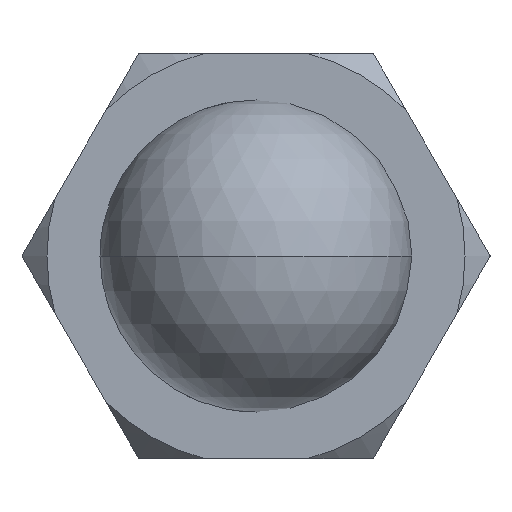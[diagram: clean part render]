
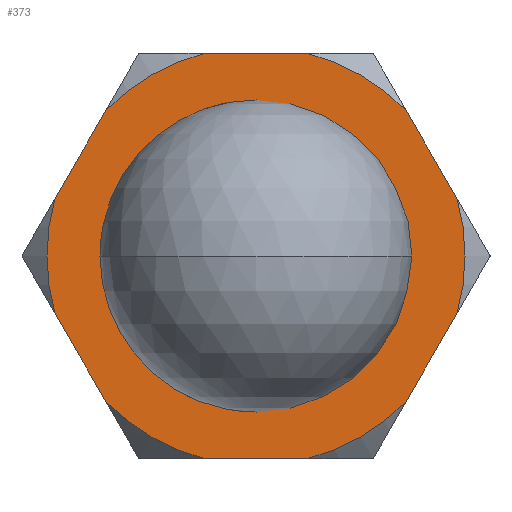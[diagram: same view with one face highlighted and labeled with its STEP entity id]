
A CAD part, left-side view. The second image highlights one B-rep face of the part: STEP entity #373.
In plain terms, the highlighted planar face has unit normal (-1, 0, 0).
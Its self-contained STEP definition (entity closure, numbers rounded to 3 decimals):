
#7 = VERTEX_POINT ( 'NONE', #647 ) ;
#14 = AXIS2_PLACEMENT_3D ( 'NONE', #659, #653, #652 ) ;
#44 = VECTOR ( 'NONE', #328, 1000. ) ;
#55 = AXIS2_PLACEMENT_3D ( 'NONE', #805, #804, #802 ) ;
#63 = AXIS2_PLACEMENT_3D ( 'NONE', #835, #834, #833 ) ;
#75 = VERTEX_POINT ( 'NONE', #737 ) ;
#100 = VECTOR ( 'NONE', #403, 1000. ) ;
#101 = VERTEX_POINT ( 'NONE', #1154 ) ;
#113 = ORIENTED_EDGE ( 'NONE', *, *, #680, .F. ) ;
#124 = DIRECTION ( 'NONE',  ( 0., 0., -1. ) ) ;
#125 = DIRECTION ( 'NONE',  ( 1., 0., 0. ) ) ;
#127 = CARTESIAN_POINT ( 'NONE',  ( -5., 0., 0. ) ) ;
#142 = AXIS2_PLACEMENT_3D ( 'NONE', #1095, #1107, #1087 ) ;
#157 = VERTEX_POINT ( 'NONE', #379 ) ;
#211 = VERTEX_POINT ( 'NONE', #325 ) ;
#219 = VERTEX_POINT ( 'NONE', #412 ) ;
#251 = LINE ( 'NONE', #321, #377 ) ;
#274 = VERTEX_POINT ( 'NONE', #1393 ) ;
#279 = DIRECTION ( 'NONE',  ( 0., -1., 0. ) ) ;
#281 = DIRECTION ( 'NONE',  ( 0., -0.5, -0.866 ) ) ;
#294 = VECTOR ( 'NONE', #345, 1000. ) ;
#295 = CARTESIAN_POINT ( 'NONE',  ( -5., -3.954, 6.151 ) ) ;
#299 = VERTEX_POINT ( 'NONE', #1375 ) ;
#308 = LINE ( 'NONE', #340, #294 ) ;
#318 = CARTESIAN_POINT ( 'NONE',  ( -5., 6.7, 6.5 ) ) ;
#321 = CARTESIAN_POINT ( 'NONE',  ( -5., 6.7, -6.5 ) ) ;
#325 = CARTESIAN_POINT ( 'NONE',  ( -5., -1.625, -6.5 ) ) ;
#328 = DIRECTION ( 'NONE',  ( 0., 0.5, -0.866 ) ) ;
#337 = DIRECTION ( 'NONE',  ( 0., 1., 0. ) ) ;
#340 = CARTESIAN_POINT ( 'NONE',  ( -5., 7.304, -0.349 ) ) ;
#344 = CARTESIAN_POINT ( 'NONE',  ( -5., -3.954, -6.151 ) ) ;
#345 = DIRECTION ( 'NONE',  ( 0., 0.5, 0.866 ) ) ;
#349 = DIRECTION ( 'NONE',  ( 0., 0., -1. ) ) ;
#351 = DIRECTION ( 'NONE',  ( 1., 0., 0. ) ) ;
#358 = CARTESIAN_POINT ( 'NONE',  ( -5., 0., 0. ) ) ;
#359 = CARTESIAN_POINT ( 'NONE',  ( -5., 7.304, 0.349 ) ) ;
#360 = CIRCLE ( 'NONE', #841, 6.7 ) ;
#361 = CARTESIAN_POINT ( 'NONE',  ( -5., 6.442, 1.843 ) ) ;
#367 = EDGE_LOOP ( 'NONE', ( #448, #454 ) ) ;
#371 = LINE ( 'NONE', #359, #100 ) ;
#373 = ADVANCED_FACE ( 'NONE', ( #1017, #980 ), #1089, .F. ) ;
#377 = VECTOR ( 'NONE', #337, 1000. ) ;
#379 = CARTESIAN_POINT ( 'NONE',  ( -5., -4.817, 4.657 ) ) ;
#393 = DIRECTION ( 'NONE',  ( 0., 0., 1. ) ) ;
#398 = DIRECTION ( 'NONE',  ( -1., 0., 0. ) ) ;
#402 = CARTESIAN_POINT ( 'NONE',  ( -5., 0., 0. ) ) ;
#403 = DIRECTION ( 'NONE',  ( 0., -0.5, 0.866 ) ) ;
#404 = VERTEX_POINT ( 'NONE', #1065 ) ;
#412 = CARTESIAN_POINT ( 'NONE',  ( -5., 0., 4.5 ) ) ;
#414 = CIRCLE ( 'NONE', #871, 4.5 ) ;
#424 = VECTOR ( 'NONE', #281, 1000. ) ;
#448 = ORIENTED_EDGE ( 'NONE', *, *, #640, .T. ) ;
#454 = ORIENTED_EDGE ( 'NONE', *, *, #779, .T. ) ;
#465 = LINE ( 'NONE', #295, #424 ) ;
#479 = ORIENTED_EDGE ( 'NONE', *, *, #658, .F. ) ;
#480 = ORIENTED_EDGE ( 'NONE', *, *, #488, .T. ) ;
#488 = EDGE_CURVE ( 'NONE', #1328, #7, #682, .T. ) ;
#489 = VERTEX_POINT ( 'NONE', #857 ) ;
#499 = EDGE_CURVE ( 'NONE', #274, #489, #678, .T. ) ;
#504 = DIRECTION ( 'NONE',  ( 0., 0., 1. ) ) ;
#507 = DIRECTION ( 'NONE',  ( -1., 0., 0. ) ) ;
#509 = CARTESIAN_POINT ( 'NONE',  ( -5., 0., 0. ) ) ;
#517 = CARTESIAN_POINT ( 'NONE',  ( -5., -1.625, 6.5 ) ) ;
#518 = ORIENTED_EDGE ( 'NONE', *, *, #668, .F. ) ;
#523 = ORIENTED_EDGE ( 'NONE', *, *, #633, .T. ) ;
#533 = EDGE_CURVE ( 'NONE', #157, #577, #1427, .T. ) ;
#559 = EDGE_CURVE ( 'NONE', #1379, #404, #1422, .T. ) ;
#572 = DIRECTION ( 'NONE',  ( 0., 0., 1. ) ) ;
#576 = EDGE_CURVE ( 'NONE', #211, #101, #1031, .T. ) ;
#577 = VERTEX_POINT ( 'NONE', #517 ) ;
#578 = DIRECTION ( 'NONE',  ( -1., 0., 0. ) ) ;
#581 = CARTESIAN_POINT ( 'NONE',  ( -5., 0., 0. ) ) ;
#612 = CARTESIAN_POINT ( 'NONE',  ( -5., -6.442, -1.843 ) ) ;
#633 = EDGE_CURVE ( 'NONE', #299, #1345, #360, .T. ) ;
#640 = EDGE_CURVE ( 'NONE', #75, #219, #414, .T. ) ;
#647 = CARTESIAN_POINT ( 'NONE',  ( -5., 6.442, -1.843 ) ) ;
#652 = DIRECTION ( 'NONE',  ( 0., 0., 1. ) ) ;
#653 = DIRECTION ( 'NONE',  ( -1., 0., 0. ) ) ;
#658 = EDGE_CURVE ( 'NONE', #1328, #489, #371, .T. ) ;
#659 = CARTESIAN_POINT ( 'NONE',  ( -5., 0., 0. ) ) ;
#668 = EDGE_CURVE ( 'NONE', #299, #7, #308, .T. ) ;
#678 = CIRCLE ( 'NONE', #55, 6.7 ) ;
#680 = EDGE_CURVE ( 'NONE', #211, #1345, #251, .T. ) ;
#682 = CIRCLE ( 'NONE', #63, 6.7 ) ;
#689 = EDGE_CURVE ( 'NONE', #1379, #101, #1309, .T. ) ;
#692 = EDGE_CURVE ( 'NONE', #157, #404, #465, .T. ) ;
#696 = EDGE_CURVE ( 'NONE', #274, #577, #1399, .T. ) ;
#737 = CARTESIAN_POINT ( 'NONE',  ( -5., 0., -4.5 ) ) ;
#762 = ORIENTED_EDGE ( 'NONE', *, *, #559, .T. ) ;
#770 = ORIENTED_EDGE ( 'NONE', *, *, #689, .F. ) ;
#779 = EDGE_CURVE ( 'NONE', #219, #75, #1363, .T. ) ;
#802 = DIRECTION ( 'NONE',  ( 0., 0., 1. ) ) ;
#804 = DIRECTION ( 'NONE',  ( -1., 0., 0. ) ) ;
#805 = CARTESIAN_POINT ( 'NONE',  ( -5., 0., 0. ) ) ;
#818 = ORIENTED_EDGE ( 'NONE', *, *, #533, .T. ) ;
#828 = ORIENTED_EDGE ( 'NONE', *, *, #499, .T. ) ;
#833 = DIRECTION ( 'NONE',  ( 0., 0., 1. ) ) ;
#834 = DIRECTION ( 'NONE',  ( -1., 0., 0. ) ) ;
#835 = CARTESIAN_POINT ( 'NONE',  ( -5., 0., 0. ) ) ;
#839 = ORIENTED_EDGE ( 'NONE', *, *, #696, .F. ) ;
#841 = AXIS2_PLACEMENT_3D ( 'NONE', #402, #398, #393 ) ;
#855 = ORIENTED_EDGE ( 'NONE', *, *, #692, .F. ) ;
#857 = CARTESIAN_POINT ( 'NONE',  ( -5., 4.817, 4.657 ) ) ;
#871 = AXIS2_PLACEMENT_3D ( 'NONE', #358, #351, #349 ) ;
#922 = AXIS2_PLACEMENT_3D ( 'NONE', #127, #125, #124 ) ;
#980 = FACE_OUTER_BOUND ( 'NONE', #1412, .T. ) ;
#1016 = AXIS2_PLACEMENT_3D ( 'NONE', #509, #507, #504 ) ;
#1017 = FACE_BOUND ( 'NONE', #367, .T. ) ;
#1031 = CIRCLE ( 'NONE', #1016, 6.7 ) ;
#1042 = AXIS2_PLACEMENT_3D ( 'NONE', #581, #578, #572 ) ;
#1065 = CARTESIAN_POINT ( 'NONE',  ( -5., -6.442, 1.843 ) ) ;
#1087 = DIRECTION ( 'NONE',  ( 0., 0., -1. ) ) ;
#1089 = PLANE ( 'NONE',  #142 ) ;
#1090 = ORIENTED_EDGE ( 'NONE', *, *, #576, .T. ) ;
#1095 = CARTESIAN_POINT ( 'NONE',  ( -5., 6.7, 0. ) ) ;
#1098 = CARTESIAN_POINT ( 'NONE',  ( -5., 1.625, -6.5 ) ) ;
#1107 = DIRECTION ( 'NONE',  ( 1., 0., 0. ) ) ;
#1154 = CARTESIAN_POINT ( 'NONE',  ( -5., -4.817, -4.657 ) ) ;
#1162 = VECTOR ( 'NONE', #279, 1000. ) ;
#1309 = LINE ( 'NONE', #344, #44 ) ;
#1328 = VERTEX_POINT ( 'NONE', #361 ) ;
#1345 = VERTEX_POINT ( 'NONE', #1098 ) ;
#1363 = CIRCLE ( 'NONE', #922, 4.5 ) ;
#1375 = CARTESIAN_POINT ( 'NONE',  ( -5., 4.817, -4.657 ) ) ;
#1379 = VERTEX_POINT ( 'NONE', #612 ) ;
#1393 = CARTESIAN_POINT ( 'NONE',  ( -5., 1.625, 6.5 ) ) ;
#1399 = LINE ( 'NONE', #318, #1162 ) ;
#1412 = EDGE_LOOP ( 'NONE', ( #479, #480, #518, #523, #113, #1090, #770, #762, #855, #818, #839, #828 ) ) ;
#1422 = CIRCLE ( 'NONE', #1042, 6.7 ) ;
#1427 = CIRCLE ( 'NONE', #14, 6.7 ) ;
